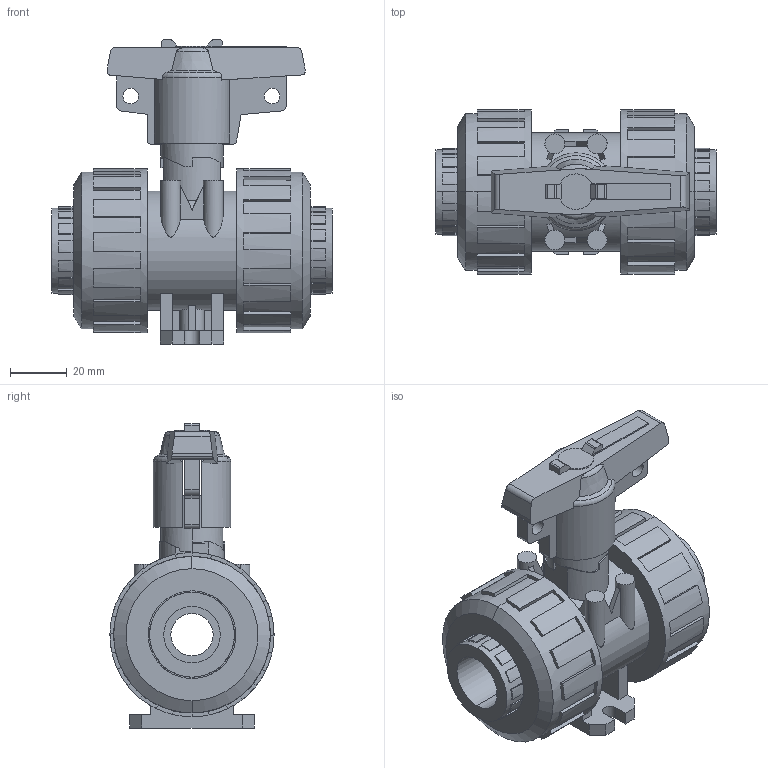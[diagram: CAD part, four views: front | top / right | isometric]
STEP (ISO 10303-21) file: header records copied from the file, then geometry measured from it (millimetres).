
FILE_DESCRIPTION(('STEP AP214'),'1');
FILE_NAME('cctmp_80CC9C73-712E-4192-B90E-5AD9AF5C6218_2018_11_21_8_30_28_402..stp','2018-11-21T07:30:28',('Praher Valves GmbH'),('CADClick - www.CADClick.com'),'Spatial InterOp 3D',' ','unknown authorization');
FILE_SCHEMA(('AUTOMOTIVE_DESIGN'));
Length unit declared in the file: millimetre
Products named in the file (1): 124085
Bounding box: 99 x 58 x 107.5 mm (x, y, z)
Volume: 202361.9 mm3; surface area: 56850.1 mm2
Topology: 1 solids, 1 shells, 478 faces, 1374 edges, 910 vertices
Faces by surface type: plane 376, cylinder 78, cone 16, torus 8
Entity records: 20199 total; most frequent: CARTESIAN_POINT 3496, ORIENTED_EDGE 2748, DIRECTION 2724, EDGE_CURVE 1374, AXIS2_PLACEMENT_3D 935, VERTEX_POINT 910, LINE 854, VECTOR 854
